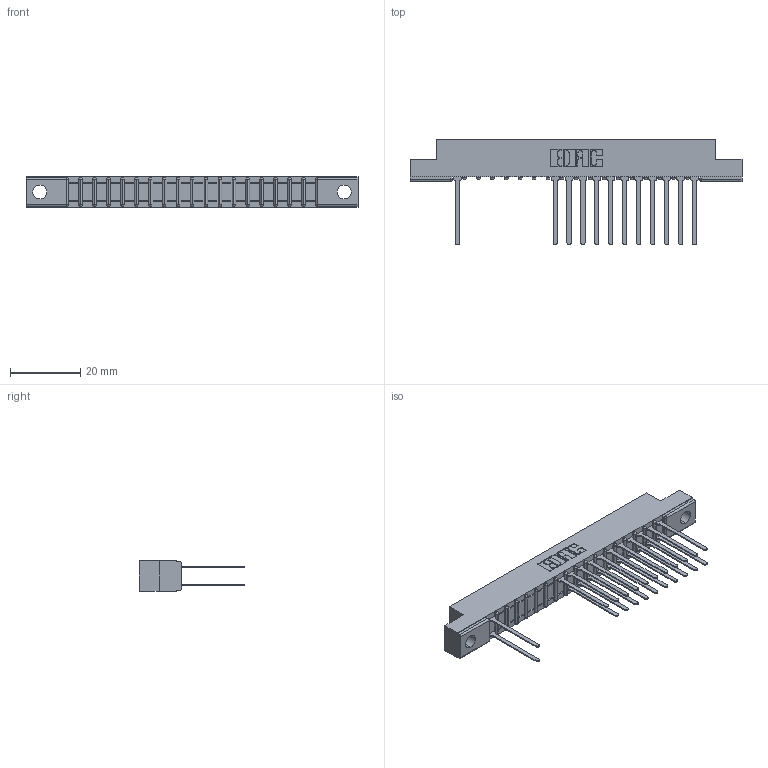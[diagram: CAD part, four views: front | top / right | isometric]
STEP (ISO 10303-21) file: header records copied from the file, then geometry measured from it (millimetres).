
FILE_DESCRIPTION (( 'STEP AP203' ), '1' );
FILE_NAME ('307-036-540-202.STEP', '2018-08-05T08:58:38', ( '' ), ( '' ), 'SwSTEP 2.0', 'SolidWorks 2016', '' );
FILE_SCHEMA (( 'CONFIG_CONTROL_DESIGN' ));
Length unit declared in the file: inch
Products named in the file (3): 307 Part_.128 Dia Mounting Holes; 307-290-001_540; 307-036-540-202
Assembly tree (24 placements, depth 2):
  307-036-540-202
    307 Part_.128 Dia Mounting Holes
    307-290-001_540  x23
Bounding box: 94.34 x 30 x 8.71 mm (x, y, z)
Volume: 6043.3 mm3; surface area: 10050.9 mm2
Topology: 24 solids, 24 shells, 1325 faces, 3729 edges, 2402 vertices
Faces by surface type: plane 861, cylinder 426, sphere 38
Entity records: 18520 total; most frequent: CARTESIAN_POINT 3089, ORIENTED_EDGE 3070, DIRECTION 3023, EDGE_CURVE 1535, VECTOR 1167, LINE 1167, VERTEX_POINT 994, AXIS2_PLACEMENT_3D 928
